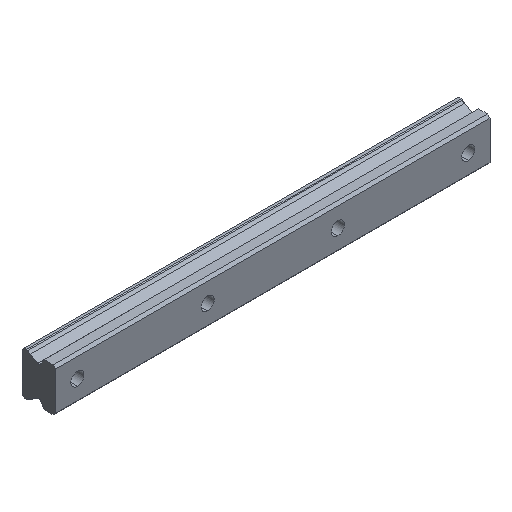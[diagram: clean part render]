
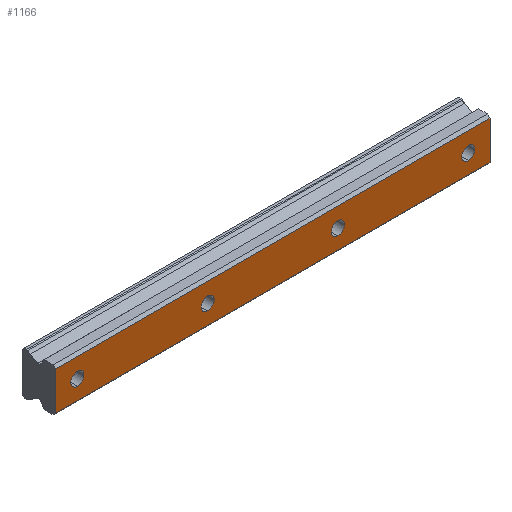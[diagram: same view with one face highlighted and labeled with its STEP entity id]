
A CAD part, isometric view. The second image highlights one B-rep face of the part: STEP entity #1166.
In plain terms, the highlighted planar face has unit normal (0, -1, 0).
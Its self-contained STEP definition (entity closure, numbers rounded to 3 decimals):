
#1 = AXIS2_PLACEMENT_3D ( 'NONE', #1387, #1527, #1047 ) ;
#31 = ORIENTED_EDGE ( 'NONE', *, *, #880, .F. ) ;
#58 = EDGE_LOOP ( 'NONE', ( #213, #554 ) ) ;
#59 = FACE_BOUND ( 'NONE', #1023, .T. ) ;
#64 = VERTEX_POINT ( 'NONE', #114 ) ;
#84 = ORIENTED_EDGE ( 'NONE', *, *, #1492, .F. ) ;
#95 = AXIS2_PLACEMENT_3D ( 'NONE', #1360, #1339, #1332 ) ;
#112 = DIRECTION ( 'NONE',  ( 0., -1., 0. ) ) ;
#114 = CARTESIAN_POINT ( 'NONE',  ( 0., 0., 3. ) ) ;
#124 = LINE ( 'NONE', #843, #1252 ) ;
#174 = VECTOR ( 'NONE', #1190, 1000. ) ;
#185 = DIRECTION ( 'NONE',  ( 0., 0., 1. ) ) ;
#188 = VERTEX_POINT ( 'NONE', #516 ) ;
#197 = CARTESIAN_POINT ( 'NONE',  ( 120., 0., -3. ) ) ;
#202 = AXIS2_PLACEMENT_3D ( 'NONE', #1148, #462, #1156 ) ;
#213 = ORIENTED_EDGE ( 'NONE', *, *, #1397, .F. ) ;
#214 = EDGE_CURVE ( 'NONE', #1114, #1386, #1204, .T. ) ;
#228 = CIRCLE ( 'NONE', #404, 3. ) ;
#281 = EDGE_CURVE ( 'NONE', #618, #851, #681, .T. ) ;
#307 = PLANE ( 'NONE',  #1 ) ;
#313 = VERTEX_POINT ( 'NONE', #1044 ) ;
#318 = CARTESIAN_POINT ( 'NONE',  ( -10., 0., 8.82 ) ) ;
#353 = AXIS2_PLACEMENT_3D ( 'NONE', #1251, #1499, #185 ) ;
#374 = CARTESIAN_POINT ( 'NONE',  ( 60., 0., 0. ) ) ;
#404 = AXIS2_PLACEMENT_3D ( 'NONE', #1085, #829, #1316 ) ;
#418 = EDGE_CURVE ( 'NONE', #188, #64, #228, .T. ) ;
#420 = CARTESIAN_POINT ( 'NONE',  ( 120., 0., 0. ) ) ;
#433 = VERTEX_POINT ( 'NONE', #954 ) ;
#441 = ORIENTED_EDGE ( 'NONE', *, *, #952, .F. ) ;
#462 = DIRECTION ( 'NONE',  ( 0., -1., 0. ) ) ;
#468 = DIRECTION ( 'NONE',  ( 0., 0., 1. ) ) ;
#509 = CARTESIAN_POINT ( 'NONE',  ( 0., 0., 0. ) ) ;
#516 = CARTESIAN_POINT ( 'NONE',  ( 0., 0., -3. ) ) ;
#543 = ORIENTED_EDGE ( 'NONE', *, *, #1082, .F. ) ;
#553 = CIRCLE ( 'NONE', #1356, 3. ) ;
#554 = ORIENTED_EDGE ( 'NONE', *, *, #418, .F. ) ;
#561 = FACE_BOUND ( 'NONE', #739, .T. ) ;
#574 = CARTESIAN_POINT ( 'NONE',  ( 60., 0., -3. ) ) ;
#606 = AXIS2_PLACEMENT_3D ( 'NONE', #420, #1496, #641 ) ;
#607 = AXIS2_PLACEMENT_3D ( 'NONE', #509, #1245, #1472 ) ;
#611 = DIRECTION ( 'NONE',  ( 1., 0., 0. ) ) ;
#618 = VERTEX_POINT ( 'NONE', #1214 ) ;
#619 = EDGE_CURVE ( 'NONE', #313, #433, #971, .T. ) ;
#633 = CIRCLE ( 'NONE', #1508, 3. ) ;
#641 = DIRECTION ( 'NONE',  ( 0., 0., 1. ) ) ;
#652 = CARTESIAN_POINT ( 'NONE',  ( 180., 0., 3. ) ) ;
#673 = VERTEX_POINT ( 'NONE', #197 ) ;
#681 = CIRCLE ( 'NONE', #353, 3. ) ;
#691 = CARTESIAN_POINT ( 'NONE',  ( 180., 0., -3. ) ) ;
#715 = CARTESIAN_POINT ( 'NONE',  ( -10., 0., 8.82 ) ) ;
#724 = VERTEX_POINT ( 'NONE', #318 ) ;
#734 = CIRCLE ( 'NONE', #607, 3. ) ;
#739 = EDGE_LOOP ( 'NONE', ( #1107, #1426 ) ) ;
#751 = ORIENTED_EDGE ( 'NONE', *, *, #619, .F. ) ;
#775 = EDGE_LOOP ( 'NONE', ( #441, #31 ) ) ;
#818 = FACE_OUTER_BOUND ( 'NONE', #974, .T. ) ;
#829 = DIRECTION ( 'NONE',  ( 0., -1., 0. ) ) ;
#831 = LINE ( 'NONE', #715, #174 ) ;
#843 = CARTESIAN_POINT ( 'NONE',  ( 190., 0., 8.82 ) ) ;
#851 = VERTEX_POINT ( 'NONE', #574 ) ;
#880 = EDGE_CURVE ( 'NONE', #673, #1334, #633, .T. ) ;
#918 = CARTESIAN_POINT ( 'NONE',  ( 190., 0., 8.82 ) ) ;
#952 = EDGE_CURVE ( 'NONE', #1334, #673, #1436, .T. ) ;
#954 = CARTESIAN_POINT ( 'NONE',  ( -10., 0., -8.82 ) ) ;
#961 = DIRECTION ( 'NONE',  ( 0., 0., 1. ) ) ;
#971 = LINE ( 'NONE', #1444, #1407 ) ;
#974 = EDGE_LOOP ( 'NONE', ( #751, #84, #1465, #1288 ) ) ;
#979 = CARTESIAN_POINT ( 'NONE',  ( 120., 0., 3. ) ) ;
#1023 = EDGE_LOOP ( 'NONE', ( #543, #1447 ) ) ;
#1030 = FACE_BOUND ( 'NONE', #775, .T. ) ;
#1044 = CARTESIAN_POINT ( 'NONE',  ( 190., 0., -8.82 ) ) ;
#1047 = DIRECTION ( 'NONE',  ( 0., 0., 1. ) ) ;
#1055 = FACE_BOUND ( 'NONE', #58, .T. ) ;
#1082 = EDGE_CURVE ( 'NONE', #1386, #1114, #1361, .T. ) ;
#1085 = CARTESIAN_POINT ( 'NONE',  ( 0., 0., 0. ) ) ;
#1107 = ORIENTED_EDGE ( 'NONE', *, *, #281, .F. ) ;
#1114 = VERTEX_POINT ( 'NONE', #691 ) ;
#1140 = VERTEX_POINT ( 'NONE', #918 ) ;
#1148 = CARTESIAN_POINT ( 'NONE',  ( 180., 0., 0. ) ) ;
#1152 = DIRECTION ( 'NONE',  ( 0., 0., -1. ) ) ;
#1156 = DIRECTION ( 'NONE',  ( 0., 0., 1. ) ) ;
#1166 = ADVANCED_FACE ( 'NONE', ( #818, #1055, #59, #1030, #561 ), #307, .F. ) ;
#1171 = CARTESIAN_POINT ( 'NONE',  ( 190., 0., 8.82 ) ) ;
#1184 = VECTOR ( 'NONE', #1152, 1000. ) ;
#1190 = DIRECTION ( 'NONE',  ( 0., 0., 1. ) ) ;
#1204 = CIRCLE ( 'NONE', #95, 3. ) ;
#1205 = EDGE_CURVE ( 'NONE', #851, #618, #553, .T. ) ;
#1209 = DIRECTION ( 'NONE',  ( -1., 0., 0. ) ) ;
#1214 = CARTESIAN_POINT ( 'NONE',  ( 60., 0., 3. ) ) ;
#1245 = DIRECTION ( 'NONE',  ( 0., -1., 0. ) ) ;
#1251 = CARTESIAN_POINT ( 'NONE',  ( 60., 0., 0. ) ) ;
#1252 = VECTOR ( 'NONE', #611, 1000. ) ;
#1288 = ORIENTED_EDGE ( 'NONE', *, *, #1337, .F. ) ;
#1298 = EDGE_CURVE ( 'NONE', #724, #1140, #124, .T. ) ;
#1303 = DIRECTION ( 'NONE',  ( 0., -1., 0. ) ) ;
#1316 = DIRECTION ( 'NONE',  ( 0., 0., 1. ) ) ;
#1332 = DIRECTION ( 'NONE',  ( 0., 0., 1. ) ) ;
#1334 = VERTEX_POINT ( 'NONE', #979 ) ;
#1337 = EDGE_CURVE ( 'NONE', #433, #724, #831, .T. ) ;
#1339 = DIRECTION ( 'NONE',  ( 0., -1., 0. ) ) ;
#1356 = AXIS2_PLACEMENT_3D ( 'NONE', #374, #1303, #468 ) ;
#1360 = CARTESIAN_POINT ( 'NONE',  ( 180., 0., 0. ) ) ;
#1361 = CIRCLE ( 'NONE', #202, 3. ) ;
#1386 = VERTEX_POINT ( 'NONE', #652 ) ;
#1387 = CARTESIAN_POINT ( 'NONE',  ( 190., 0., 8.82 ) ) ;
#1397 = EDGE_CURVE ( 'NONE', #64, #188, #734, .T. ) ;
#1407 = VECTOR ( 'NONE', #1209, 1000. ) ;
#1426 = ORIENTED_EDGE ( 'NONE', *, *, #1205, .F. ) ;
#1429 = CARTESIAN_POINT ( 'NONE',  ( 120., 0., 0. ) ) ;
#1436 = CIRCLE ( 'NONE', #606, 3. ) ;
#1444 = CARTESIAN_POINT ( 'NONE',  ( 190., 0., -8.82 ) ) ;
#1447 = ORIENTED_EDGE ( 'NONE', *, *, #214, .F. ) ;
#1465 = ORIENTED_EDGE ( 'NONE', *, *, #1298, .F. ) ;
#1472 = DIRECTION ( 'NONE',  ( 0., 0., 1. ) ) ;
#1492 = EDGE_CURVE ( 'NONE', #1140, #313, #1525, .T. ) ;
#1496 = DIRECTION ( 'NONE',  ( 0., -1., 0. ) ) ;
#1499 = DIRECTION ( 'NONE',  ( 0., -1., 0. ) ) ;
#1508 = AXIS2_PLACEMENT_3D ( 'NONE', #1429, #112, #961 ) ;
#1525 = LINE ( 'NONE', #1171, #1184 ) ;
#1527 = DIRECTION ( 'NONE',  ( 0., 1., 0. ) ) ;
